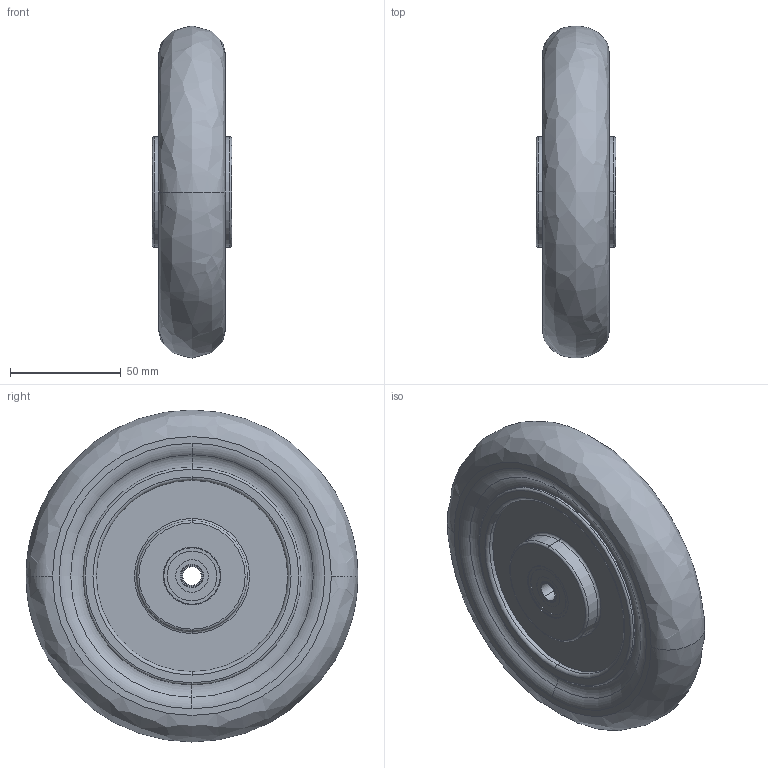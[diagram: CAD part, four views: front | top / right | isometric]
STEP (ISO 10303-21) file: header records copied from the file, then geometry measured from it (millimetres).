
FILE_DESCRIPTION (( 'STEP AP214' ), '1' );
FILE_NAME ('0017278_LRK1-150-30-36-K08-grau-DUMMY.step', '2018-06-29T11:37:08', ( '' ), ( '' ), 'SwSTEP 2.0', 'SolidWorks 2018', '' );
FILE_SCHEMA (( 'AUTOMOTIVE_DESIGN' ));
Length unit declared in the file: millimetre
Products named in the file (5): 0030880_DIN625-6000-10-2RS; SET_150x30_Decke_DUMMY; Achsrohr_TF_AR10-8-36; 0017278_LRK1-150-30-36-K08-grau-DUMMY; Felge-FK-150-36-KS-rot_DUMMY
Assembly tree (5 placements, depth 2):
  0017278_LRK1-150-30-36-K08-grau-DUMMY
    SET_150x30_Decke_DUMMY
    Felge-FK-150-36-KS-rot_DUMMY
    0030880_DIN625-6000-10-2RS  x2
    Achsrohr_TF_AR10-8-36
Bounding box: 36 x 149.99 x 150 mm (x, y, z)
Volume: 430058.3 mm3; surface area: 72687.9 mm2
Topology: 3 solids, 11 shells, 140 faces, 320 edges, 206 vertices
Faces by surface type: cylinder 52, torus 44, plane 26, bspline 18
Entity records: 3792 total; most frequent: CARTESIAN_POINT 717, DIRECTION 654, ORIENTED_EDGE 480, AXIS2_PLACEMENT_3D 307, EDGE_CURVE 248, CIRCLE 194, VERTEX_POINT 154, EDGE_LOOP 134
